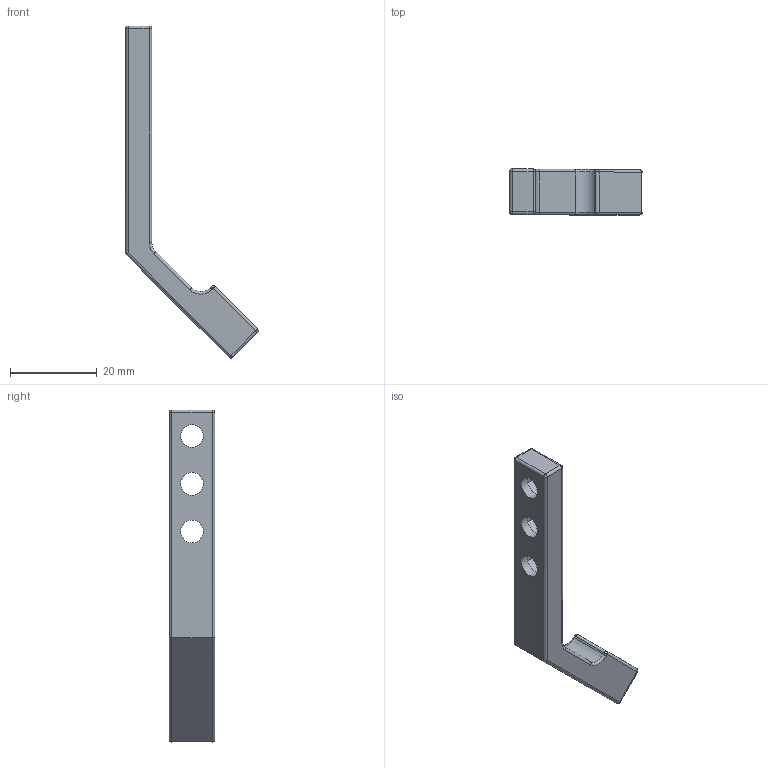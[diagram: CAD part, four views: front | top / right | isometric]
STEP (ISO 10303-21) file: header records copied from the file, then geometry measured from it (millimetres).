
FILE_DESCRIPTION(/* description */ (''),/* implementation_level */ '2;1');
FILE_NAME(/* name */ 'M5 nut holder.step',/* time_stamp */ '2021-10-06T19:10:35+08:00',/* author */ (''),/* organization */ (''),/* preprocessor_version */ 'ST-DEVELOPER v18.1',/* originating_system */ 'Autodesk Translation Framework v10.10.0.1391',/* authorisation */ '');
FILE_SCHEMA (('AUTOMOTIVE_DESIGN { 1 0 10303 214 3 1 1 }'));
Length unit declared in the file: millimetre
Products named in the file (1): M5 nut holder
Bounding box: 30.5 x 10.5 x 76.46 mm (x, y, z)
Volume: 4866.7 mm3; surface area: 3243.4 mm2
Topology: 1 solids, 1 shells, 71 faces, 158 edges, 92 vertices
Faces by surface type: plane 31, cylinder 26, sphere 10, torus 4
Full cylindrical faces by diameter (mm): 5.25 x3
Entity records: 1971 total; most frequent: DIRECTION 356, CARTESIAN_POINT 322, ORIENTED_EDGE 316, EDGE_CURVE 158, AXIS2_PLACEMENT_3D 126, LINE 104, VECTOR 104, VERTEX_POINT 92
